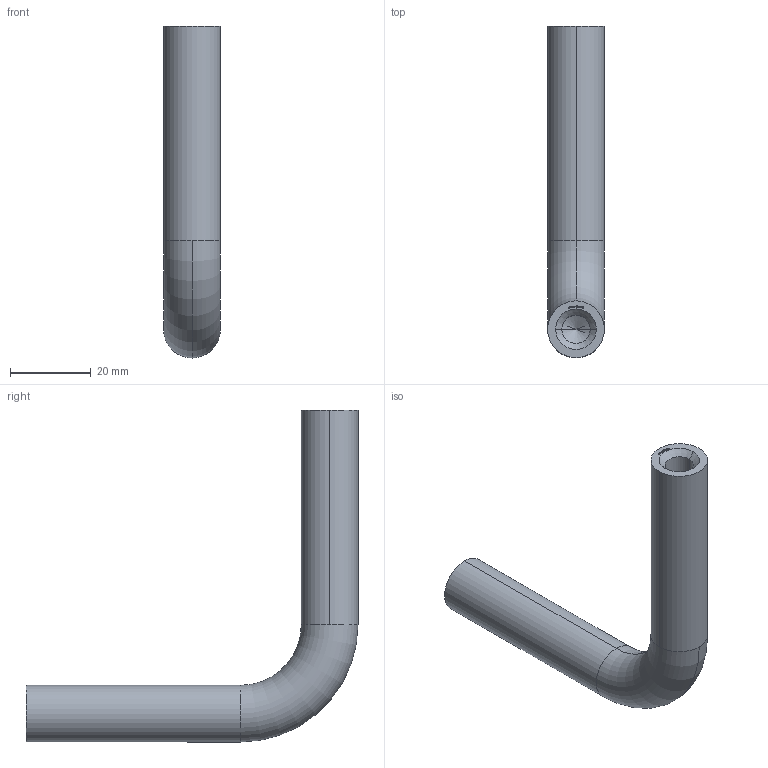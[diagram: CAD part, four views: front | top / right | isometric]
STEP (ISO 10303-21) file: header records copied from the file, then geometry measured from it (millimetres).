
FILE_DESCRIPTION (( 'STEP AP203' ), '1' );
FILE_NAME ('50246-240.STEP', '2020-09-22T14:33:36', ( '' ), ( '' ), 'SwSTEP 2.0', 'SolidWorks 2018', '' );
FILE_SCHEMA (( 'CONFIG_CONTROL_DESIGN' ));
Length unit declared in the file: millimetre
Products named in the file (2): 50246-240
Bounding box: 14 x 82 x 82 mm (x, y, z)
Volume: 20199.3 mm3; surface area: 7215.3 mm2
Topology: 1 solids, 1 shells, 245 faces, 644 edges, 424 vertices
Faces by surface type: plane 132, bspline 95, cone 8, cylinder 8, torus 2
Entity records: 12999 total; most frequent: CARTESIAN_POINT 7446, ORIENTED_EDGE 1280, DIRECTION 778, EDGE_CURVE 640, LINE 426, VECTOR 426, VERTEX_POINT 424, EDGE_LOOP 272
